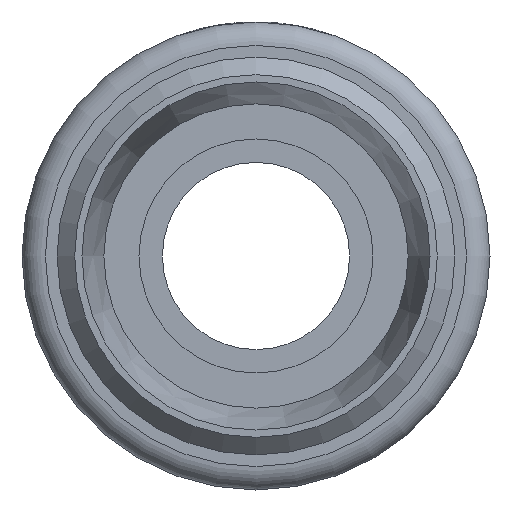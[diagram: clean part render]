
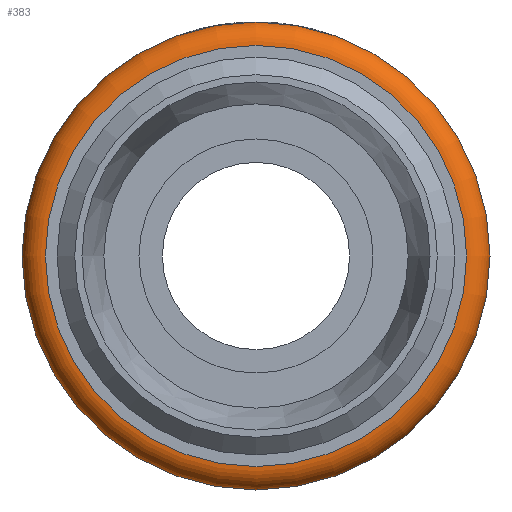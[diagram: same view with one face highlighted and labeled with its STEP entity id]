
A CAD part, front view. The second image highlights one B-rep face of the part: STEP entity #383.
In plain terms, the highlighted toroidal (fillet/blend) face has major radius 18 mm and minor radius 2 mm.
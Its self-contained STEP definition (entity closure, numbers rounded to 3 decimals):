
#18=TOROIDAL_SURFACE('',#442,18.,2.);
#62=FACE_BOUND('',#187,.T.);
#94=CIRCLE('',#441,20.);
#95=CIRCLE('',#443,18.);
#127=FACE_OUTER_BOUND('',#186,.T.);
#186=EDGE_LOOP('',(#329));
#187=EDGE_LOOP('',(#330));
#233=VERTEX_POINT('',#736);
#234=VERTEX_POINT('',#739);
#268=EDGE_CURVE('',#233,#233,#94,.T.);
#269=EDGE_CURVE('',#234,#234,#95,.T.);
#329=ORIENTED_EDGE('',*,*,#269,.F.);
#330=ORIENTED_EDGE('',*,*,#268,.T.);
#383=ADVANCED_FACE('',(#127,#62),#18,.T.);
#441=AXIS2_PLACEMENT_3D('',#737,#555,#556);
#442=AXIS2_PLACEMENT_3D('',#738,#557,#558);
#443=AXIS2_PLACEMENT_3D('',#740,#559,#560);
#555=DIRECTION('center_axis',(0.,-1.,0.));
#556=DIRECTION('ref_axis',(1.,0.,0.));
#557=DIRECTION('center_axis',(0.,-1.,0.));
#558=DIRECTION('ref_axis',(0.,0.,-1.));
#559=DIRECTION('center_axis',(0.,-1.,0.));
#560=DIRECTION('ref_axis',(1.,0.,0.));
#736=CARTESIAN_POINT('',(20.,116.,0.));
#737=CARTESIAN_POINT('Origin',(0.,116.,0.));
#738=CARTESIAN_POINT('Origin',(0.,116.,0.));
#739=CARTESIAN_POINT('',(18.,114.,0.));
#740=CARTESIAN_POINT('Origin',(0.,114.,0.));
